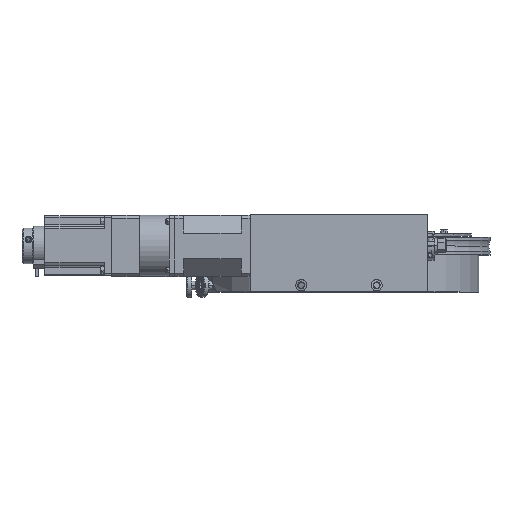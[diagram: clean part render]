
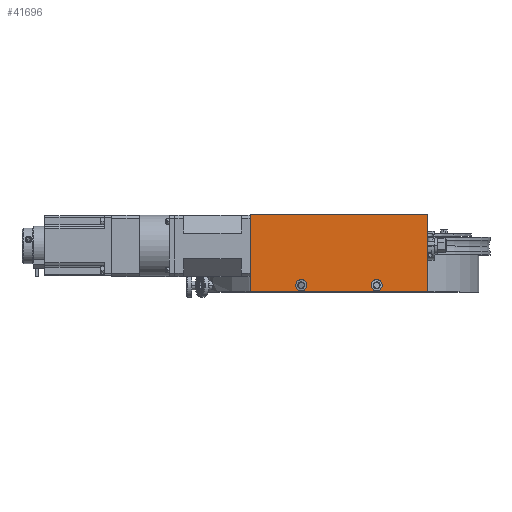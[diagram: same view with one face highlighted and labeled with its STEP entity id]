
A CAD part, top view. The second image highlights one B-rep face of the part: STEP entity #41696.
In plain terms, the highlighted planar face has unit normal (0, 0, 1).
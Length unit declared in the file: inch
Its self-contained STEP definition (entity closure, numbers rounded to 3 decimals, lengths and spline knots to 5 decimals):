
#567 = DIRECTION ( 'NONE',  ( -1., 0., 0. ) ) ;
#568 = DIRECTION ( 'NONE',  ( 0., 0., -1. ) ) ;
#578 = CARTESIAN_POINT ( 'NONE',  ( -5., 4.337, 11.08333 ) ) ;
#581 = PLANE ( 'NONE',  #47494 ) ;
#1872 = ORIENTED_EDGE ( 'NONE', *, *, #24369, .F. ) ;
#1885 = ORIENTED_EDGE ( 'NONE', *, *, #24349, .F. ) ;
#1886 = ORIENTED_EDGE ( 'NONE', *, *, #24367, .F. ) ;
#1887 = ORIENTED_EDGE ( 'NONE', *, *, #24350, .F. ) ;
#1888 = ORIENTED_EDGE ( 'NONE', *, *, #24364, .T. ) ;
#1889 = ORIENTED_EDGE ( 'NONE', *, *, #24371, .F. ) ;
#1890 = ORIENTED_EDGE ( 'NONE', *, *, #24368, .F. ) ;
#1891 = ORIENTED_EDGE ( 'NONE', *, *, #24370, .T. ) ;
#3976 = VERTEX_POINT ( 'NONE', #45304 ) ;
#3977 = VERTEX_POINT ( 'NONE', #45303 ) ;
#3986 = VERTEX_POINT ( 'NONE', #5764 ) ;
#3989 = VERTEX_POINT ( 'NONE', #45269 ) ;
#4013 = VERTEX_POINT ( 'NONE', #45142 ) ;
#4016 = VERTEX_POINT ( 'NONE', #45127 ) ;
#4018 = VERTEX_POINT ( 'NONE', #45096 ) ;
#4019 = VERTEX_POINT ( 'NONE', #45077 ) ;
#5764 = CARTESIAN_POINT ( 'NONE',  ( 1.8125, 0.37, 11.08333 ) ) ;
#19900 = EDGE_LOOP ( 'NONE', ( #1872, #1885 ) ) ;
#19913 = EDGE_LOOP ( 'NONE', ( #1886, #1887 ) ) ;
#19914 = EDGE_LOOP ( 'NONE', ( #1888, #1889, #1890, #1891 ) ) ;
#22301 = DIRECTION ( 'NONE',  ( 0., -1., 0. ) ) ;
#22302 = CARTESIAN_POINT ( 'NONE',  ( 5., 4.337, 11.08333 ) ) ;
#22308 = DIRECTION ( 'NONE',  ( 0., -1., 0. ) ) ;
#22313 = CARTESIAN_POINT ( 'NONE',  ( -5., 4.337, 11.08333 ) ) ;
#22314 = DIRECTION ( 'NONE',  ( 1., 0., 0. ) ) ;
#22317 = DIRECTION ( 'NONE',  ( 0., 0., 1. ) ) ;
#22319 = CARTESIAN_POINT ( 'NONE',  ( -2.125, 0.37, 11.08333 ) ) ;
#22320 = DIRECTION ( 'NONE',  ( 1., 0., 0. ) ) ;
#22325 = CARTESIAN_POINT ( 'NONE',  ( -5., 4.337, 11.08333 ) ) ;
#22328 = DIRECTION ( 'NONE',  ( 1., 0., 0. ) ) ;
#22329 = DIRECTION ( 'NONE',  ( 0., 0., 1. ) ) ;
#22377 = DIRECTION ( 'NONE',  ( 1., 0., 0. ) ) ;
#22378 = CARTESIAN_POINT ( 'NONE',  ( -5., 0., 11.08333 ) ) ;
#22411 = CARTESIAN_POINT ( 'NONE',  ( 2.125, 0.37, 11.08333 ) ) ;
#22469 = DIRECTION ( 'NONE',  ( 1., 0., 0. ) ) ;
#22470 = DIRECTION ( 'NONE',  ( 0., 0., 1. ) ) ;
#22474 = CARTESIAN_POINT ( 'NONE',  ( 2.125, 0.37, 11.08333 ) ) ;
#22480 = DIRECTION ( 'NONE',  ( 1., 0., 0. ) ) ;
#22481 = DIRECTION ( 'NONE',  ( 0., 0., 1. ) ) ;
#22502 = CARTESIAN_POINT ( 'NONE',  ( -2.125, 0.37, 11.08333 ) ) ;
#24349 = EDGE_CURVE ( 'NONE', #3976, #3977, #35641, .T. ) ;
#24350 = EDGE_CURVE ( 'NONE', #3986, #3989, #35642, .T. ) ;
#24364 = EDGE_CURVE ( 'NONE', #4013, #4016, #35657, .T. ) ;
#24367 = EDGE_CURVE ( 'NONE', #3989, #3986, #35666, .T. ) ;
#24368 = EDGE_CURVE ( 'NONE', #4019, #4018, #35661, .T. ) ;
#24369 = EDGE_CURVE ( 'NONE', #3977, #3976, #35669, .T. ) ;
#24370 = EDGE_CURVE ( 'NONE', #4019, #4013, #35663, .T. ) ;
#24371 = EDGE_CURVE ( 'NONE', #4018, #4016, #35670, .T. ) ;
#25531 = FACE_BOUND ( 'NONE', #19913, .T. ) ;
#25538 = FACE_BOUND ( 'NONE', #19900, .T. ) ;
#25547 = FACE_OUTER_BOUND ( 'NONE', #19914, .T. ) ;
#35641 = CIRCLE ( 'NONE', #46407, 0.3125 ) ;
#35642 = CIRCLE ( 'NONE', #46399, 0.3125 ) ;
#35655 = VECTOR ( 'NONE', #22377, 39.37008 ) ;
#35656 = VECTOR ( 'NONE', #22308, 39.37008 ) ;
#35657 = LINE ( 'NONE', #22378, #35655 ) ;
#35661 = LINE ( 'NONE', #22325, #35664 ) ;
#35663 = LINE ( 'NONE', #22313, #35656 ) ;
#35664 = VECTOR ( 'NONE', #22320, 39.37008 ) ;
#35666 = CIRCLE ( 'NONE', #46411, 0.3125 ) ;
#35669 = CIRCLE ( 'NONE', #46413, 0.3125 ) ;
#35670 = LINE ( 'NONE', #22302, #35671 ) ;
#35671 = VECTOR ( 'NONE', #22301, 39.37008 ) ;
#41696 = ADVANCED_FACE ( 'NONE', ( #25538, #25531, #25547 ), #581, .F. ) ;
#45077 = CARTESIAN_POINT ( 'NONE',  ( -5., 4.337, 11.08333 ) ) ;
#45096 = CARTESIAN_POINT ( 'NONE',  ( 5., 4.337, 11.08333 ) ) ;
#45127 = CARTESIAN_POINT ( 'NONE',  ( 5., 0., 11.08333 ) ) ;
#45142 = CARTESIAN_POINT ( 'NONE',  ( -5., 0., 11.08333 ) ) ;
#45269 = CARTESIAN_POINT ( 'NONE',  ( 2.4375, 0.37, 11.08333 ) ) ;
#45303 = CARTESIAN_POINT ( 'NONE',  ( -1.8125, 0.37, 11.08333 ) ) ;
#45304 = CARTESIAN_POINT ( 'NONE',  ( -2.4375, 0.37, 11.08333 ) ) ;
#46399 = AXIS2_PLACEMENT_3D ( 'NONE', #22474, #22470, #22469 ) ;
#46407 = AXIS2_PLACEMENT_3D ( 'NONE', #22502, #22481, #22480 ) ;
#46411 = AXIS2_PLACEMENT_3D ( 'NONE', #22411, #22329, #22328 ) ;
#46413 = AXIS2_PLACEMENT_3D ( 'NONE', #22319, #22317, #22314 ) ;
#47494 = AXIS2_PLACEMENT_3D ( 'NONE', #578, #568, #567 ) ;
